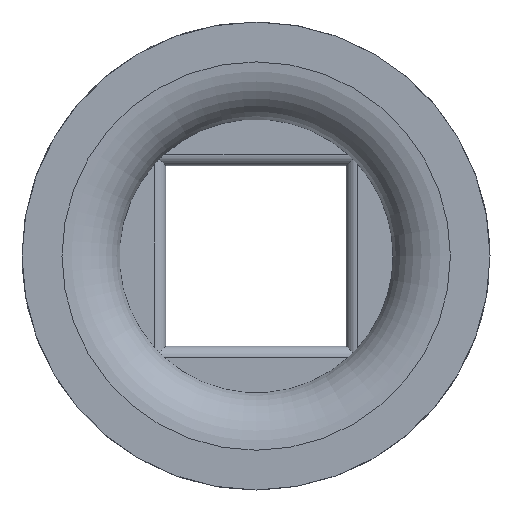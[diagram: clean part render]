
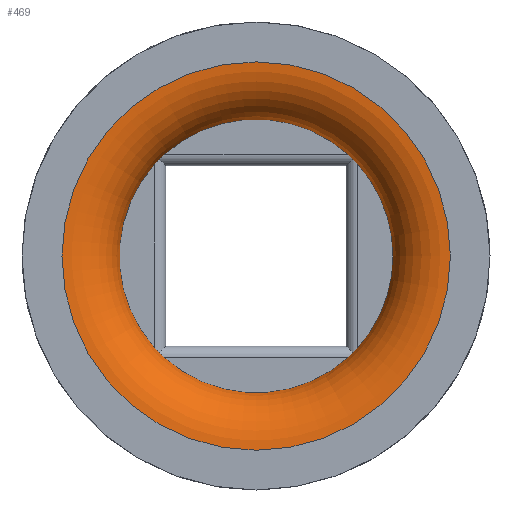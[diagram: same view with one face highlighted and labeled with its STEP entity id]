
A CAD part, front view. The second image highlights one B-rep face of the part: STEP entity #469.
In plain terms, the highlighted toroidal (fillet/blend) face has major radius 8.3 mm and minor radius 2.5 mm.
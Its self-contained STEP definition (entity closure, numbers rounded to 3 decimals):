
#15=TOROIDAL_SURFACE('',#525,8.299,2.5);
#18=CIRCLE('',#501,5.85);
#19=CIRCLE('',#503,5.85);
#20=CIRCLE('',#505,5.85);
#21=CIRCLE('',#506,5.85);
#22=CIRCLE('',#508,5.85);
#30=CIRCLE('',#526,2.5);
#31=CIRCLE('',#527,8.299);
#70=FACE_OUTER_BOUND('',#97,.T.);
#97=EDGE_LOOP('',(#389,#390,#391,#392,#393,#394,#395,#396,#397,#398,#399,
#400,#401,#402,#403,#404));
#189=B_SPLINE_CURVE_WITH_KNOTS('',3,(#678,#679,#680,#681,#682,#683),
 .UNSPECIFIED.,.F.,.F.,(4,2,4),(-0.442,-0.422,-0.41),
 .UNSPECIFIED.);
#190=B_SPLINE_CURVE_WITH_KNOTS('',3,(#687,#688,#689,#690,#691,#692),
 .UNSPECIFIED.,.F.,.F.,(4,2,4),(-0.041,-0.035,
-0.006),.UNSPECIFIED.);
#191=B_SPLINE_CURVE_WITH_KNOTS('',3,(#701,#702,#703,#704,#705,#706),
 .UNSPECIFIED.,.F.,.F.,(4,2,4),(-0.038,-0.024,
-0.006),.UNSPECIFIED.);
#192=B_SPLINE_CURVE_WITH_KNOTS('',3,(#711,#712,#713,#714,#715,#716),
 .UNSPECIFIED.,.F.,.F.,(4,2,4),(-0.411,-0.396,-0.379),
 .UNSPECIFIED.);
#193=B_SPLINE_CURVE_WITH_KNOTS('',3,(#721,#722,#723,#724,#725,#726),
 .UNSPECIFIED.,.F.,.F.,(4,2,4),(-0.036,-0.024,
-0.006),.UNSPECIFIED.);
#194=B_SPLINE_CURVE_WITH_KNOTS('',3,(#731,#732,#733,#734,#735,#736),
 .UNSPECIFIED.,.F.,.F.,(4,2,4),(-0.41,-0.395,-0.378),
 .UNSPECIFIED.);
#195=B_SPLINE_CURVE_WITH_KNOTS('',3,(#740,#741,#742,#743,#744,#745),
 .UNSPECIFIED.,.F.,.F.,(4,2,4),(-0.037,-0.024,
-0.006),.UNSPECIFIED.);
#196=B_SPLINE_CURVE_WITH_KNOTS('',3,(#748,#749,#750,#751,#752,#753),
 .UNSPECIFIED.,.F.,.F.,(4,2,4),(-0.41,-0.395,-0.379),
 .UNSPECIFIED.);
#197=VERTEX_POINT('',#676);
#198=VERTEX_POINT('',#677);
#199=VERTEX_POINT('',#684);
#200=VERTEX_POINT('',#686);
#203=VERTEX_POINT('',#699);
#204=VERTEX_POINT('',#700);
#206=VERTEX_POINT('',#710);
#207=VERTEX_POINT('',#719);
#208=VERTEX_POINT('',#720);
#210=VERTEX_POINT('',#730);
#211=VERTEX_POINT('',#739);
#212=VERTEX_POINT('',#747);
#213=VERTEX_POINT('',#760);
#237=VERTEX_POINT('',#830);
#241=EDGE_CURVE('',#197,#198,#189,.T.);
#243=EDGE_CURVE('',#200,#199,#190,.T.);
#247=EDGE_CURVE('',#203,#204,#191,.T.);
#250=EDGE_CURVE('',#206,#200,#192,.T.);
#252=EDGE_CURVE('',#207,#208,#193,.T.);
#255=EDGE_CURVE('',#210,#203,#194,.T.);
#257=EDGE_CURVE('',#198,#211,#195,.T.);
#259=EDGE_CURVE('',#212,#207,#196,.T.);
#261=EDGE_CURVE('',#204,#206,#18,.T.);
#262=EDGE_CURVE('',#199,#197,#19,.T.);
#263=EDGE_CURVE('',#213,#212,#20,.T.);
#264=EDGE_CURVE('',#211,#213,#21,.T.);
#265=EDGE_CURVE('',#208,#210,#22,.T.);
#298=EDGE_CURVE('',#213,#237,#30,.T.);
#299=EDGE_CURVE('',#237,#237,#31,.T.);
#389=ORIENTED_EDGE('',*,*,#264,.T.);
#390=ORIENTED_EDGE('',*,*,#298,.T.);
#391=ORIENTED_EDGE('',*,*,#299,.T.);
#392=ORIENTED_EDGE('',*,*,#298,.F.);
#393=ORIENTED_EDGE('',*,*,#263,.T.);
#394=ORIENTED_EDGE('',*,*,#259,.T.);
#395=ORIENTED_EDGE('',*,*,#252,.T.);
#396=ORIENTED_EDGE('',*,*,#265,.T.);
#397=ORIENTED_EDGE('',*,*,#255,.T.);
#398=ORIENTED_EDGE('',*,*,#247,.T.);
#399=ORIENTED_EDGE('',*,*,#261,.T.);
#400=ORIENTED_EDGE('',*,*,#250,.T.);
#401=ORIENTED_EDGE('',*,*,#243,.T.);
#402=ORIENTED_EDGE('',*,*,#262,.T.);
#403=ORIENTED_EDGE('',*,*,#241,.T.);
#404=ORIENTED_EDGE('',*,*,#257,.T.);
#469=ADVANCED_FACE('',(#70),#15,.T.);
#501=AXIS2_PLACEMENT_3D('',#756,#567,#568);
#503=AXIS2_PLACEMENT_3D('',#758,#571,#572);
#505=AXIS2_PLACEMENT_3D('',#761,#575,#576);
#506=AXIS2_PLACEMENT_3D('',#762,#577,#578);
#508=AXIS2_PLACEMENT_3D('',#764,#581,#582);
#525=AXIS2_PLACEMENT_3D('',#829,#640,#641);
#526=AXIS2_PLACEMENT_3D('',#831,#642,#643);
#527=AXIS2_PLACEMENT_3D('',#832,#644,#645);
#567=DIRECTION('center_axis',(0.,1.,0.));
#568=DIRECTION('ref_axis',(1.,0.,0.));
#571=DIRECTION('center_axis',(0.,1.,0.));
#572=DIRECTION('ref_axis',(1.,0.,0.));
#575=DIRECTION('center_axis',(0.,1.,0.));
#576=DIRECTION('ref_axis',(1.,0.,0.));
#577=DIRECTION('center_axis',(0.,1.,0.));
#578=DIRECTION('ref_axis',(1.,0.,0.));
#581=DIRECTION('center_axis',(0.,1.,0.));
#582=DIRECTION('ref_axis',(1.,0.,0.));
#640=DIRECTION('center_axis',(0.,-1.,0.));
#641=DIRECTION('ref_axis',(-1.,0.,0.));
#642=DIRECTION('center_axis',(0.,0.,1.));
#643=DIRECTION('ref_axis',(1.,0.,0.));
#644=DIRECTION('center_axis',(0.,-1.,0.));
#645=DIRECTION('ref_axis',(-1.,0.,0.));
#676=CARTESIAN_POINT('',(7.766,2.,0.5));
#677=CARTESIAN_POINT('',(7.982,2.05,0.282));
#678=CARTESIAN_POINT('Ctrl Pts',(7.766,2.,0.5));
#679=CARTESIAN_POINT('Ctrl Pts',(7.816,2.,0.455));
#680=CARTESIAN_POINT('Ctrl Pts',(7.864,2.006,0.409));
#681=CARTESIAN_POINT('Ctrl Pts',(7.935,2.027,0.335));
#682=CARTESIAN_POINT('Ctrl Pts',(7.959,2.037,0.308));
#683=CARTESIAN_POINT('Ctrl Pts',(7.982,2.05,0.282));
#684=CARTESIAN_POINT('',(-0.052,2.,0.5));
#686=CARTESIAN_POINT('',(-0.275,2.054,0.275));
#687=CARTESIAN_POINT('Ctrl Pts',(-0.275,2.054,0.275));
#688=CARTESIAN_POINT('Ctrl Pts',(-0.265,2.048,0.286));
#689=CARTESIAN_POINT('Ctrl Pts',(-0.254,2.043,0.298));
#690=CARTESIAN_POINT('Ctrl Pts',(-0.187,2.012,0.372));
#691=CARTESIAN_POINT('Ctrl Pts',(-0.123,2.,0.436));
#692=CARTESIAN_POINT('Ctrl Pts',(-0.052,2.,0.5));
#699=CARTESIAN_POINT('',(-0.277,2.052,-7.977));
#700=CARTESIAN_POINT('',(-0.5,2.,-7.756));
#701=CARTESIAN_POINT('Ctrl Pts',(-0.277,2.052,-7.977));
#702=CARTESIAN_POINT('Ctrl Pts',(-0.309,2.037,-7.949));
#703=CARTESIAN_POINT('Ctrl Pts',(-0.341,2.025,-7.919));
#704=CARTESIAN_POINT('Ctrl Pts',(-0.416,2.005,-7.846));
#705=CARTESIAN_POINT('Ctrl Pts',(-0.459,2.,-7.802));
#706=CARTESIAN_POINT('Ctrl Pts',(-0.5,2.,-7.756));
#710=CARTESIAN_POINT('',(-0.5,2.,0.051));
#711=CARTESIAN_POINT('Ctrl Pts',(-0.5,2.,0.051));
#712=CARTESIAN_POINT('Ctrl Pts',(-0.466,2.,0.089));
#713=CARTESIAN_POINT('Ctrl Pts',(-0.431,2.003,0.126));
#714=CARTESIAN_POINT('Ctrl Pts',(-0.355,2.02,0.202));
#715=CARTESIAN_POINT('Ctrl Pts',(-0.315,2.034,0.24));
#716=CARTESIAN_POINT('Ctrl Pts',(-0.275,2.054,0.275));
#719=CARTESIAN_POINT('',(7.985,2.049,-7.985));
#720=CARTESIAN_POINT('',(7.771,2.,-8.2));
#721=CARTESIAN_POINT('Ctrl Pts',(7.985,2.049,-7.985));
#722=CARTESIAN_POINT('Ctrl Pts',(7.959,2.035,-8.014));
#723=CARTESIAN_POINT('Ctrl Pts',(7.931,2.024,-8.044));
#724=CARTESIAN_POINT('Ctrl Pts',(7.861,2.005,-8.117));
#725=CARTESIAN_POINT('Ctrl Pts',(7.817,2.,-8.159));
#726=CARTESIAN_POINT('Ctrl Pts',(7.771,2.,-8.2));
#730=CARTESIAN_POINT('',(-0.057,2.,-8.2));
#731=CARTESIAN_POINT('Ctrl Pts',(-0.057,2.,-8.2));
#732=CARTESIAN_POINT('Ctrl Pts',(-0.095,2.,-8.166));
#733=CARTESIAN_POINT('Ctrl Pts',(-0.131,2.003,-8.131));
#734=CARTESIAN_POINT('Ctrl Pts',(-0.206,2.019,-8.056));
#735=CARTESIAN_POINT('Ctrl Pts',(-0.243,2.033,-8.016));
#736=CARTESIAN_POINT('Ctrl Pts',(-0.277,2.052,-7.977));
#739=CARTESIAN_POINT('',(8.2,2.,0.067));
#740=CARTESIAN_POINT('Ctrl Pts',(7.982,2.05,0.282));
#741=CARTESIAN_POINT('Ctrl Pts',(8.013,2.035,0.256));
#742=CARTESIAN_POINT('Ctrl Pts',(8.043,2.024,0.228));
#743=CARTESIAN_POINT('Ctrl Pts',(8.117,2.005,0.157));
#744=CARTESIAN_POINT('Ctrl Pts',(8.159,2.,0.112));
#745=CARTESIAN_POINT('Ctrl Pts',(8.2,2.,0.067));
#747=CARTESIAN_POINT('',(8.2,2.,-7.772));
#748=CARTESIAN_POINT('Ctrl Pts',(8.2,2.,-7.772));
#749=CARTESIAN_POINT('Ctrl Pts',(8.166,2.,-7.809));
#750=CARTESIAN_POINT('Ctrl Pts',(8.131,2.003,-7.846));
#751=CARTESIAN_POINT('Ctrl Pts',(8.058,2.019,-7.918));
#752=CARTESIAN_POINT('Ctrl Pts',(8.021,2.031,-7.952));
#753=CARTESIAN_POINT('Ctrl Pts',(7.985,2.049,-7.985));
#756=CARTESIAN_POINT('Origin',(3.857,2.,-3.852));
#758=CARTESIAN_POINT('Origin',(3.857,2.,-3.852));
#760=CARTESIAN_POINT('',(9.707,2.,-3.852));
#761=CARTESIAN_POINT('Origin',(3.857,2.,-3.852));
#762=CARTESIAN_POINT('Origin',(3.857,2.,-3.852));
#764=CARTESIAN_POINT('Origin',(3.857,2.,-3.852));
#829=CARTESIAN_POINT('Origin',(3.857,2.5,-3.852));
#830=CARTESIAN_POINT('',(12.157,0.,-3.852));
#831=CARTESIAN_POINT('Origin',(12.157,2.5,-3.852));
#832=CARTESIAN_POINT('Origin',(3.857,0.,-3.852));
